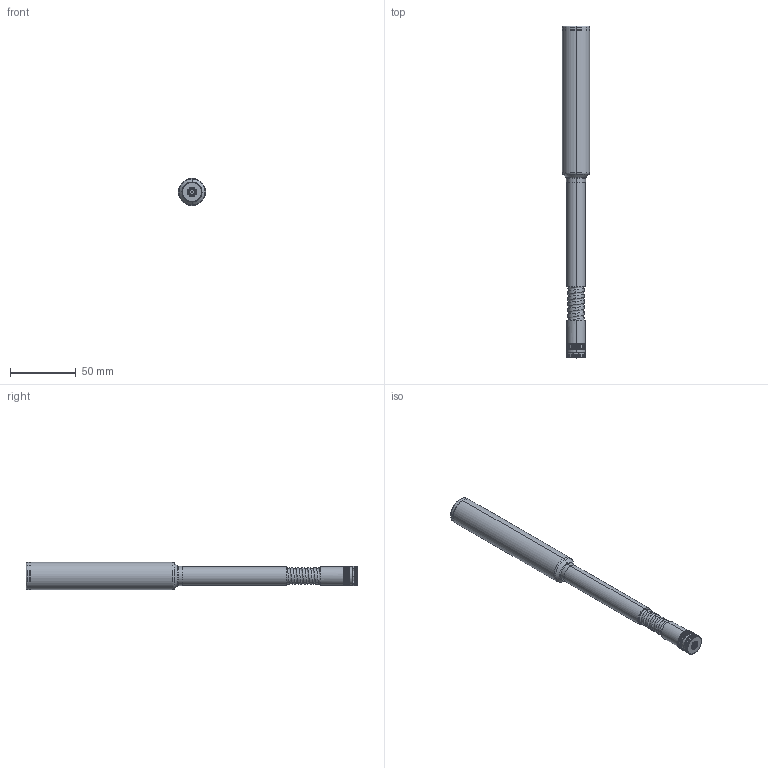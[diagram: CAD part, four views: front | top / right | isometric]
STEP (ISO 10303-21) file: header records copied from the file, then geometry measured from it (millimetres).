
FILE_DESCRIPTION (( 'STEP AP214' ), '1' );
FILE_NAME ('FMANOM1172_3D.step', '2025-02-13T21:55:29', ( '' ), ( '' ), 'SwSTEP 2.0', 'SolidWorks 2022', '' );
FILE_SCHEMA (( 'AUTOMOTIVE_DESIGN' ));
Length unit declared in the file: inch
Products named in the file (1): FMANOM1172_3D
Bounding box: 20.68 x 252.48 x 20.68 mm (x, y, z)
Volume: 58996.5 mm3; surface area: 14562.6 mm2
Topology: 1 solids, 1 shells, 581 faces, 1289 edges, 720 vertices
Faces by surface type: plane 216, cone 206, cylinder 146, torus 8, bspline 5
Entity records: 20554 total; most frequent: CARTESIAN_POINT 8495, ORIENTED_EDGE 2578, DIRECTION 2444, EDGE_CURVE 1289, AXIS2_PLACEMENT_3D 1045, VERTEX_POINT 720, EDGE_LOOP 591, FACE_OUTER_BOUND 581
